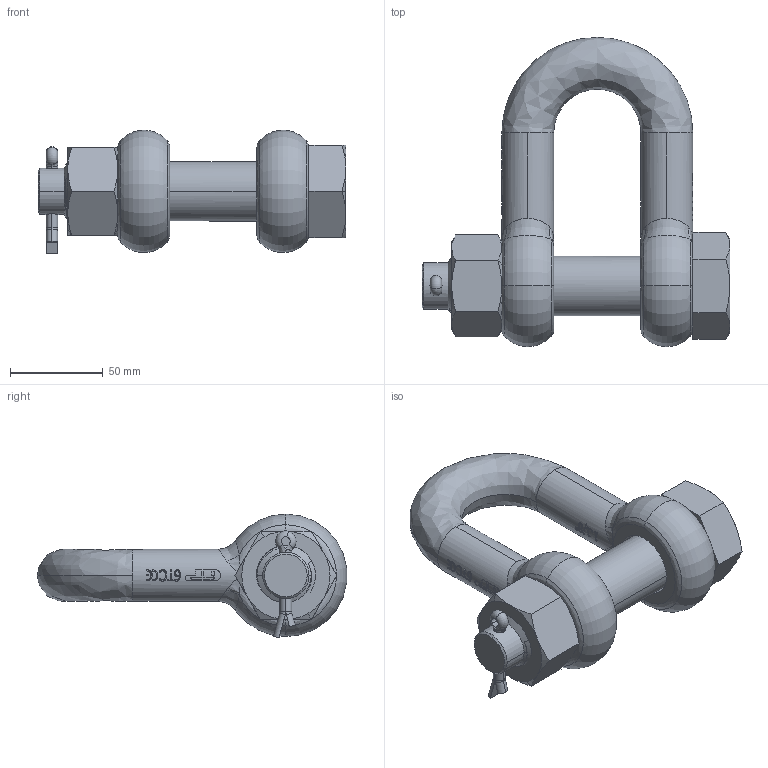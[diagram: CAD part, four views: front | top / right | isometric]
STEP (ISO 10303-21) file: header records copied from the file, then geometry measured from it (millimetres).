
FILE_DESCRIPTION (( 'STEP AP203' ), '1' );
FILE_NAME ('GPGDMB28.step', '2009-08-07T12:11:31', ( '.' ), ( '.' ), 'SwSTEP 2.0', 'SolidWorks 2009', '' );
FILE_SCHEMA (( 'CONFIG_CONTROL_DESIGN' ));
Length unit declared in the file: millimetre
Products named in the file (5): 9,5_4; 9,5_3; 9,5_2; 9,5_1; GPGDMB28
Assembly tree (4 placements, depth 2):
  GPGDMB28
    9,5_4
    9,5_2
    9,5_1
    9,5_3
Bounding box: 166 x 166.76 x 66.69 mm (x, y, z)
Volume: 441117.8 mm3; surface area: 79025.5 mm2
Topology: 4 solids, 4 shells, 677 faces, 1842 edges, 1206 vertices
Faces by surface type: bspline 285, plane 251, cylinder 103, cone 28, torus 10
Entity records: 37901 total; most frequent: CARTESIAN_POINT 22443, ORIENTED_EDGE 3668, DIRECTION 2148, EDGE_CURVE 1834, VERTEX_POINT 1206, VECTOR 854, LINE 854, EDGE_LOOP 726
